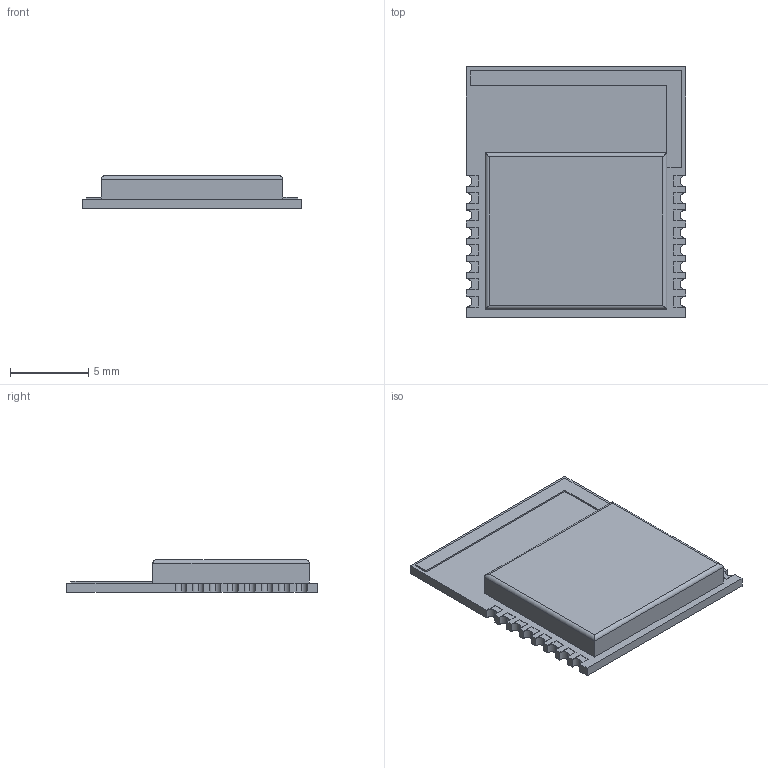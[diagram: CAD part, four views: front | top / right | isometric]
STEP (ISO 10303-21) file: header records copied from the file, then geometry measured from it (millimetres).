
FILE_DESCRIPTION(('FreeCAD Model'),'2;1');
FILE_NAME('fanstel-bt832.step','2019-06-16T14:31:47',('Author'),(''), 'Open CASCADE STEP processor 6.8','FreeCAD','Unknown');
FILE_SCHEMA(('AUTOMOTIVE_DESIGN_CC2 { 1 2 10303 214 -1 1 5 4 }'));
Length unit declared in the file: millimetre
Products named in the file (1): Pad002
Bounding box: 14 x 16 x 2.1 mm (x, y, z)
Volume: 307.3 mm3; surface area: 547.5 mm2
Topology: 1 solids, 1 shells, 238 faces, 564 edges, 353 vertices
Faces by surface type: plane 186, cylinder 52
Full cylindrical faces by diameter (mm): 0.6 x24
Entity records: 15914 total; most frequent: CARTESIAN_POINT 2814, DIRECTION 2131, LINE 1424, VECTOR 1424, ORIENTED_EDGE 1128, PCURVE 1128, DEFINITIONAL_REPRESENTATION 1128, EDGE_CURVE 564
